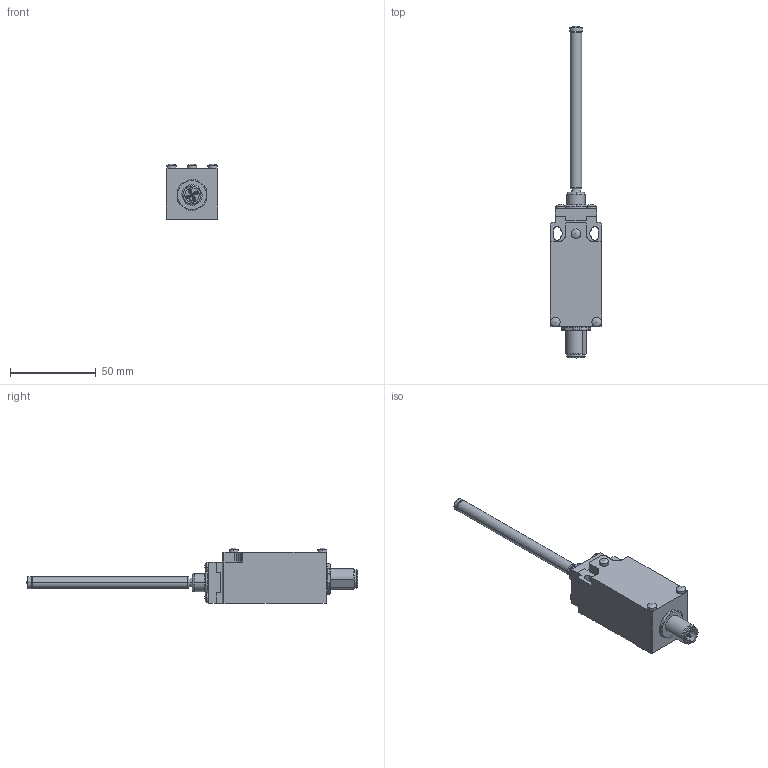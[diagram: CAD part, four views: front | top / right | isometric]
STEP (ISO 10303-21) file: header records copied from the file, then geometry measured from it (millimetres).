
FILE_DESCRIPTION (( 'STEP AP214' ), '1' );
FILE_NAME ('AAM7T93Z11.step', '2019-09-05T21:16:21', ( '' ), ( '' ), 'SwSTEP 2.0', 'SolidWorks 2018', '' );
FILE_SCHEMA (( 'AUTOMOTIVE_DESIGN' ));
Length unit declared in the file: inch
Products named in the file (1): AAM7T93Z11
Bounding box: 30.3 x 193.5 x 32.5 mm (x, y, z)
Volume: 63966.5 mm3; surface area: 17665.9 mm2
Topology: 4 solids, 4 shells, 270 faces, 662 edges, 426 vertices
Faces by surface type: cylinder 111, plane 104, torus 24, cone 20, sphere 11
Entity records: 11675 total; most frequent: CARTESIAN_POINT 1534, DIRECTION 1478, ORIENTED_EDGE 1308, EDGE_CURVE 654, AXIS2_PLACEMENT_3D 579, VERTEX_POINT 423, VECTOR 320, LINE 320
